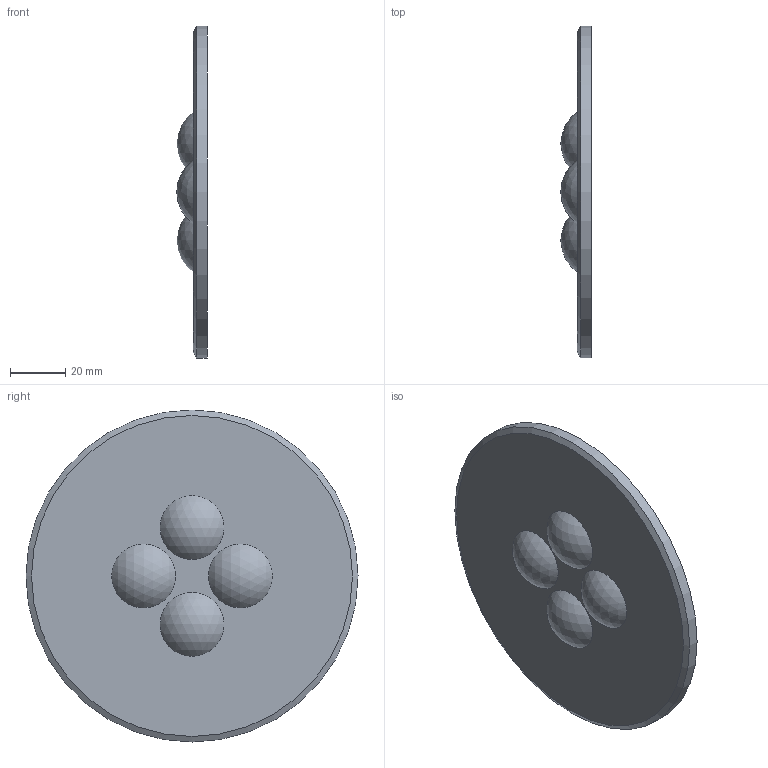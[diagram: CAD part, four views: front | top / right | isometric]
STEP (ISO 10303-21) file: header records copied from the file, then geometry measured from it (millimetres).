
FILE_DESCRIPTION((''),'2;1');
FILE_NAME('70801100X.stp','2010-09-10T11:21:47',('thilbrands'),(''),'Autodesk Inventor 2008','Autodesk Inventor 2008','');
FILE_SCHEMA(('AUTOMOTIVE_DESIGN { 1 0 10303 214 1 1 1 1 }'));
Length unit declared in the file: millimetre
Products named in the file (1): 70801100X
Bounding box: 11 x 120 x 120 mm (x, y, z)
Volume: 61556.7 mm3; surface area: 24636.3 mm2
Topology: 1 solids, 1 shells, 8 faces, 9 edges, 7 vertices
Faces by surface type: sphere 4, plane 2, cone 1, cylinder 1
Full cylindrical faces by diameter (mm): 120 x1
Entity records: 180 total; most frequent: DIRECTION 32, CARTESIAN_POINT 23, AXIS2_PLACEMENT_3D 16, ORIENTED_EDGE 14, EDGE_LOOP 14, FACE_OUTER_BOUND 8, ADVANCED_FACE 8, VERTEX_POINT 7
